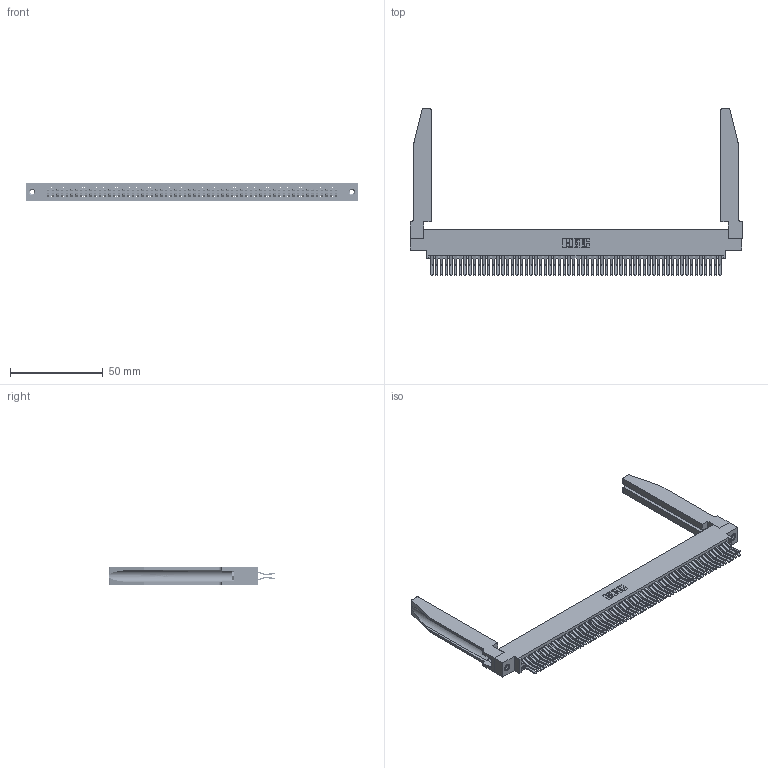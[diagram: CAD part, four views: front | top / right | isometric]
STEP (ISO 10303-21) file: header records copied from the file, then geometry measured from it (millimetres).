
FILE_DESCRIPTION (( 'STEP AP203' ), '1' );
FILE_NAME ('395-124-560-878.STEP', '2019-10-28T13:38:18', ( '' ), ( '' ), 'SwSTEP 2.0', 'SolidWorks 2016', '' );
FILE_SCHEMA (( 'CONFIG_CONTROL_DESIGN' ));
Length unit declared in the file: inch
Products named in the file (5): 395-124-560-878; 345 Part_0.170 Offset - 0.156 Dia-TH; 345-292-001_560 Tail; 345-250-001_345-250-001-102; 345-220-078_345-220-078
Assembly tree (129 placements, depth 2):
  395-124-560-878
    345 Part_0.170 Offset - 0.156 Dia-TH
    345-292-001_560 Tail  x124
    345-250-001_345-250-001-102  x2
    345-220-078_345-220-078  x2
Bounding box: 178.71 x 89.72 x 9.4 mm (x, y, z)
Volume: 26016 mm3; surface area: 36429.6 mm2
Topology: 129 solids, 129 shells, 6812 faces, 20181 edges, 13278 vertices
Faces by surface type: plane 4318, cylinder 2442, bspline 36, cone 12, torus 4
Entity records: 50914 total; most frequent: CARTESIAN_POINT 9435, ORIENTED_EDGE 8266, DIRECTION 7291, EDGE_CURVE 4133, VECTOR 3655, LINE 3655, VERTEX_POINT 2748, AXIS2_PLACEMENT_3D 1818
